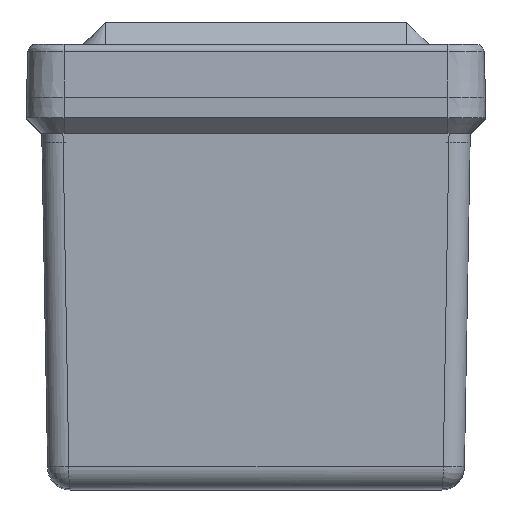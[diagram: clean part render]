
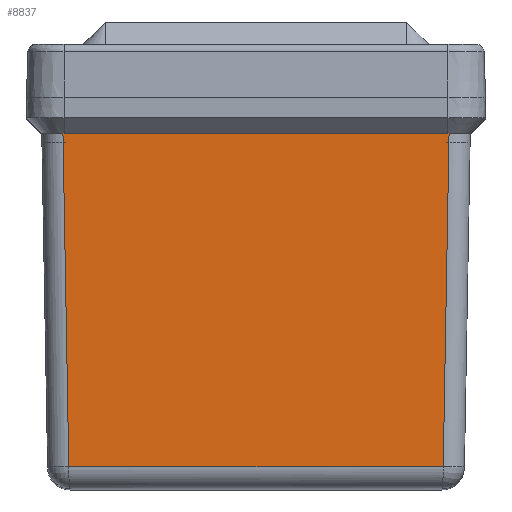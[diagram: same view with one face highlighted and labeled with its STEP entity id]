
A CAD part, top view. The second image highlights one B-rep face of the part: STEP entity #8837.
In plain terms, the highlighted planar face has unit normal (0, -0.018, 1).
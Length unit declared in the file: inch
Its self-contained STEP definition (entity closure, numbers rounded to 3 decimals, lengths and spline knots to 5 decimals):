
#136 = VERTEX_POINT ( 'NONE', #18899 ) ;
#296 = ORIENTED_EDGE ( 'NONE', *, *, #3473, .T. ) ;
#308 = LINE ( 'NONE', #2506, #4984 ) ;
#488 = LINE ( 'NONE', #8076, #2685 ) ;
#685 = VECTOR ( 'NONE', #18896, 39.37008 ) ;
#760 = LINE ( 'NONE', #4556, #1488 ) ;
#1310 = EDGE_CURVE ( 'NONE', #136, #7999, #308, .T. ) ;
#1488 = VECTOR ( 'NONE', #11356, 39.37008 ) ;
#1550 = EDGE_CURVE ( 'NONE', #136, #4978, #760, .T. ) ;
#2506 = CARTESIAN_POINT ( 'NONE',  ( 0., 2.9525, 3.18449 ) ) ;
#2654 = LINE ( 'NONE', #18837, #685 ) ;
#2685 = VECTOR ( 'NONE', #12922, 39.37008 ) ;
#2781 = VECTOR ( 'NONE', #4393, 39.37008 ) ;
#3473 = EDGE_CURVE ( 'NONE', #13227, #11985, #16707, .T. ) ;
#3888 = EDGE_CURVE ( 'NONE', #13227, #4978, #9098, .T. ) ;
#4393 = DIRECTION ( 'NONE',  ( 0.017, 1., 0.017 ) ) ;
#4556 = CARTESIAN_POINT ( 'NONE',  ( -1.60237, 2.9525, 3.18449 ) ) ;
#4978 = VERTEX_POINT ( 'NONE', #10925 ) ;
#4984 = VECTOR ( 'NONE', #18089, 39.37008 ) ;
#5310 = EDGE_LOOP ( 'NONE', ( #11797, #18237, #11842, #296, #15086, #9761 ) ) ;
#6341 = DIRECTION ( 'NONE',  ( 0., -1., -0.017 ) ) ;
#7405 = VECTOR ( 'NONE', #18852, 39.37008 ) ;
#7487 = CARTESIAN_POINT ( 'NONE',  ( 1.59375, 2.9525, 3.18449 ) ) ;
#7999 = VERTEX_POINT ( 'NONE', #15089 ) ;
#8076 = CARTESIAN_POINT ( 'NONE',  ( 1.59375, 2.9525, 3.18449 ) ) ;
#8725 = FACE_OUTER_BOUND ( 'NONE', #5310, .T. ) ;
#8837 = ADVANCED_FACE ( 'NONE', ( #8725 ), #9420, .T. ) ;
#9098 = LINE ( 'NONE', #18565, #7405 ) ;
#9420 = PLANE ( 'NONE',  #19641 ) ;
#9761 = ORIENTED_EDGE ( 'NONE', *, *, #15241, .T. ) ;
#10925 = CARTESIAN_POINT ( 'NONE',  ( -1.55405, 0.18423, 3.13617 ) ) ;
#11356 = DIRECTION ( 'NONE',  ( 0.017, -1., -0.017 ) ) ;
#11735 = VERTEX_POINT ( 'NONE', #7487 ) ;
#11797 = ORIENTED_EDGE ( 'NONE', *, *, #1310, .F. ) ;
#11842 = ORIENTED_EDGE ( 'NONE', *, *, #3888, .F. ) ;
#11985 = VERTEX_POINT ( 'NONE', #17295 ) ;
#12812 = CARTESIAN_POINT ( 'NONE',  ( 1.55405, 0.18423, 3.13617 ) ) ;
#12922 = DIRECTION ( 'NONE',  ( -1., 0., 0. ) ) ;
#13227 = VERTEX_POINT ( 'NONE', #12812 ) ;
#15086 = ORIENTED_EDGE ( 'NONE', *, *, #18598, .F. ) ;
#15089 = CARTESIAN_POINT ( 'NONE',  ( -1.59375, 2.9525, 3.18449 ) ) ;
#15241 = EDGE_CURVE ( 'NONE', #11735, #7999, #488, .T. ) ;
#16707 = LINE ( 'NONE', #17012, #2781 ) ;
#17012 = CARTESIAN_POINT ( 'NONE',  ( 1.55405, 0.18423, 3.13617 ) ) ;
#17295 = CARTESIAN_POINT ( 'NONE',  ( 1.60237, 2.9525, 3.18449 ) ) ;
#18089 = DIRECTION ( 'NONE',  ( 1., 0., 0. ) ) ;
#18237 = ORIENTED_EDGE ( 'NONE', *, *, #1550, .T. ) ;
#18565 = CARTESIAN_POINT ( 'NONE',  ( 0.79688, 0.18423, 3.13617 ) ) ;
#18598 = EDGE_CURVE ( 'NONE', #11735, #11985, #2654, .T. ) ;
#18647 = CARTESIAN_POINT ( 'NONE',  ( 1.59375, 2.9525, 3.18449 ) ) ;
#18719 = DIRECTION ( 'NONE',  ( 0., -0.017, 1. ) ) ;
#18837 = CARTESIAN_POINT ( 'NONE',  ( 0., 2.9525, 3.18449 ) ) ;
#18852 = DIRECTION ( 'NONE',  ( -1., 0., 0. ) ) ;
#18896 = DIRECTION ( 'NONE',  ( 1., 0., 0. ) ) ;
#18899 = CARTESIAN_POINT ( 'NONE',  ( -1.60237, 2.9525, 3.18449 ) ) ;
#19641 = AXIS2_PLACEMENT_3D ( 'NONE', #18647, #18719, #6341 ) ;
